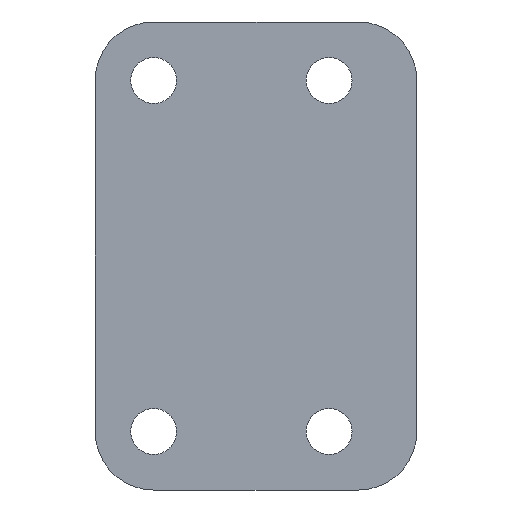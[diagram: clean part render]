
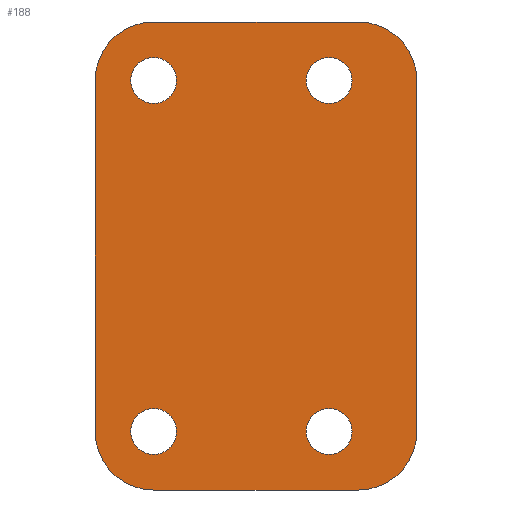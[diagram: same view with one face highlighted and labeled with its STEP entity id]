
A CAD part, left-side view. The second image highlights one B-rep face of the part: STEP entity #188.
In plain terms, the highlighted planar face has unit normal (-1, 0, 0).
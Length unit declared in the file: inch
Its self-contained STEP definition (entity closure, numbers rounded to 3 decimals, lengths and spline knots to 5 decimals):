
#2 = VERTEX_POINT ( 'NONE', #704 ) ;
#7 = AXIS2_PLACEMENT_3D ( 'NONE', #373, #772, #995 ) ;
#10 = CIRCLE ( 'NONE', #576, 0.098 ) ;
#14 = EDGE_CURVE ( 'NONE', #410, #471, #280, .T. ) ;
#26 = CARTESIAN_POINT ( 'NONE',  ( -11.25, 2.625, -4.75 ) ) ;
#27 = CARTESIAN_POINT ( 'NONE',  ( -11.25, 3.75, -4.5 ) ) ;
#34 = CARTESIAN_POINT ( 'NONE',  ( -11.25, 3.5, -4.75 ) ) ;
#48 = DIRECTION ( 'NONE',  ( 0., 0., -1. ) ) ;
#60 = DIRECTION ( 'NONE',  ( -1., 0., 0. ) ) ;
#62 = CIRCLE ( 'NONE', #496, 0.25 ) ;
#76 = FACE_OUTER_BOUND ( 'NONE', #246, .T. ) ;
#92 = CIRCLE ( 'NONE', #523, 0.098 ) ;
#99 = CARTESIAN_POINT ( 'NONE',  ( -11.25, 3.75, -4.75 ) ) ;
#100 = DIRECTION ( 'NONE',  ( 0., 0., 1. ) ) ;
#115 = CIRCLE ( 'NONE', #310, 0.098 ) ;
#116 = DIRECTION ( 'NONE',  ( 0., 0., -1. ) ) ;
#125 = CARTESIAN_POINT ( 'NONE',  ( -11.25, 2.375, -3. ) ) ;
#131 = CARTESIAN_POINT ( 'NONE',  ( -11.25, 2.75, -4.5 ) ) ;
#133 = DIRECTION ( 'NONE',  ( 0., -1., 0. ) ) ;
#143 = CIRCLE ( 'NONE', #919, 0.098 ) ;
#161 = LINE ( 'NONE', #99, #838 ) ;
#163 = CARTESIAN_POINT ( 'NONE',  ( -11.25, 2.375, 0. ) ) ;
#166 = ORIENTED_EDGE ( 'NONE', *, *, #608, .F. ) ;
#167 = CARTESIAN_POINT ( 'NONE',  ( -11.25, 3.5, -4.598 ) ) ;
#188 = ADVANCED_FACE ( 'NONE', ( #600, #758, #615, #680, #76 ), #685, .F. ) ;
#195 = EDGE_CURVE ( 'NONE', #471, #790, #224, .T. ) ;
#205 = DIRECTION ( 'NONE',  ( -1., 0., 0. ) ) ;
#210 = VERTEX_POINT ( 'NONE', #376 ) ;
#216 = VERTEX_POINT ( 'NONE', #905 ) ;
#220 = CARTESIAN_POINT ( 'NONE',  ( -11.25, 2.5, -2.75 ) ) ;
#221 = CIRCLE ( 'NONE', #7, 0.25 ) ;
#222 = CIRCLE ( 'NONE', #463, 0.25 ) ;
#224 = LINE ( 'NONE', #923, #999 ) ;
#226 = EDGE_CURVE ( 'NONE', #638, #874, #221, .T. ) ;
#232 = EDGE_LOOP ( 'NONE', ( #534, #840 ) ) ;
#233 = DIRECTION ( 'NONE',  ( 0., 0., -1. ) ) ;
#242 = CARTESIAN_POINT ( 'NONE',  ( -11.25, 2.75, -4.402 ) ) ;
#246 = EDGE_LOOP ( 'NONE', ( #253, #737, #663, #862, #745, #391, #166, #347 ) ) ;
#248 = AXIS2_PLACEMENT_3D ( 'NONE', #131, #528, #439 ) ;
#253 = ORIENTED_EDGE ( 'NONE', *, *, #195, .T. ) ;
#254 = DIRECTION ( 'NONE',  ( -1., 0., 0. ) ) ;
#255 = CARTESIAN_POINT ( 'NONE',  ( -11.25, 2.75, -2.902 ) ) ;
#263 = CIRCLE ( 'NONE', #507, 0.098 ) ;
#269 = CARTESIAN_POINT ( 'NONE',  ( -11.25, 3.5, -4.5 ) ) ;
#272 = CARTESIAN_POINT ( 'NONE',  ( -11.25, 3.5, -4.5 ) ) ;
#280 = CIRCLE ( 'NONE', #948, 0.25 ) ;
#284 = CARTESIAN_POINT ( 'NONE',  ( -11.25, 3.5, -3.098 ) ) ;
#287 = ORIENTED_EDGE ( 'NONE', *, *, #370, .F. ) ;
#291 = CARTESIAN_POINT ( 'NONE',  ( -11.25, 2.5, 0. ) ) ;
#292 = EDGE_LOOP ( 'NONE', ( #546, #821 ) ) ;
#306 = CARTESIAN_POINT ( 'NONE',  ( -11.25, 3.5, -2.75 ) ) ;
#310 = AXIS2_PLACEMENT_3D ( 'NONE', #272, #814, #585 ) ;
#325 = EDGE_CURVE ( 'NONE', #216, #484, #928, .T. ) ;
#332 = CARTESIAN_POINT ( 'NONE',  ( -11.25, 3.5, -3. ) ) ;
#347 = ORIENTED_EDGE ( 'NONE', *, *, #14, .T. ) ;
#363 = LINE ( 'NONE', #220, #612 ) ;
#367 = EDGE_CURVE ( 'NONE', #613, #2, #143, .T. ) ;
#370 = EDGE_CURVE ( 'NONE', #1001, #504, #705, .T. ) ;
#373 = CARTESIAN_POINT ( 'NONE',  ( -11.25, 3.5, -3. ) ) ;
#376 = CARTESIAN_POINT ( 'NONE',  ( -11.25, 2.75, -3.098 ) ) ;
#379 = ORIENTED_EDGE ( 'NONE', *, *, #812, .F. ) ;
#381 = DIRECTION ( 'NONE',  ( 0., 0., -1. ) ) ;
#382 = EDGE_CURVE ( 'NONE', #456, #210, #92, .T. ) ;
#391 = ORIENTED_EDGE ( 'NONE', *, *, #226, .T. ) ;
#392 = DIRECTION ( 'NONE',  ( 0., 0., 1. ) ) ;
#410 = VERTEX_POINT ( 'NONE', #27 ) ;
#421 = AXIS2_PLACEMENT_3D ( 'NONE', #291, #910, #381 ) ;
#431 = EDGE_LOOP ( 'NONE', ( #287, #379 ) ) ;
#439 = DIRECTION ( 'NONE',  ( 0., 0., -1. ) ) ;
#456 = VERTEX_POINT ( 'NONE', #255 ) ;
#463 = AXIS2_PLACEMENT_3D ( 'NONE', #466, #927, #233 ) ;
#466 = CARTESIAN_POINT ( 'NONE',  ( -11.25, 2.625, -4.5 ) ) ;
#471 = VERTEX_POINT ( 'NONE', #34 ) ;
#473 = EDGE_CURVE ( 'NONE', #2, #613, #115, .T. ) ;
#481 = AXIS2_PLACEMENT_3D ( 'NONE', #332, #254, #887 ) ;
#484 = VERTEX_POINT ( 'NONE', #125 ) ;
#496 = AXIS2_PLACEMENT_3D ( 'NONE', #904, #834, #48 ) ;
#498 = DIRECTION ( 'NONE',  ( 0., 0., -1. ) ) ;
#504 = VERTEX_POINT ( 'NONE', #983 ) ;
#507 = AXIS2_PLACEMENT_3D ( 'NONE', #850, #635, #780 ) ;
#523 = AXIS2_PLACEMENT_3D ( 'NONE', #804, #795, #888 ) ;
#528 = DIRECTION ( 'NONE',  ( -1., 0., 0. ) ) ;
#529 = DIRECTION ( 'NONE',  ( 0., -1., 0. ) ) ;
#534 = ORIENTED_EDGE ( 'NONE', *, *, #367, .F. ) ;
#546 = ORIENTED_EDGE ( 'NONE', *, *, #559, .F. ) ;
#548 = EDGE_CURVE ( 'NONE', #484, #569, #62, .T. ) ;
#556 = AXIS2_PLACEMENT_3D ( 'NONE', #659, #892, #498 ) ;
#559 = EDGE_CURVE ( 'NONE', #996, #722, #10, .T. ) ;
#569 = VERTEX_POINT ( 'NONE', #922 ) ;
#573 = EDGE_CURVE ( 'NONE', #722, #996, #777, .T. ) ;
#576 = AXIS2_PLACEMENT_3D ( 'NONE', #818, #60, #679 ) ;
#585 = DIRECTION ( 'NONE',  ( 0., 0., -1. ) ) ;
#600 = FACE_BOUND ( 'NONE', #232, .T. ) ;
#608 = EDGE_CURVE ( 'NONE', #410, #874, #161, .T. ) ;
#611 = DIRECTION ( 'NONE',  ( -1., 0., 0. ) ) ;
#612 = VECTOR ( 'NONE', #133, 39.37008 ) ;
#613 = VERTEX_POINT ( 'NONE', #167 ) ;
#615 = FACE_BOUND ( 'NONE', #880, .T. ) ;
#635 = DIRECTION ( 'NONE',  ( -1., 0., 0. ) ) ;
#638 = VERTEX_POINT ( 'NONE', #306 ) ;
#659 = CARTESIAN_POINT ( 'NONE',  ( -11.25, 3.5, -3. ) ) ;
#662 = EDGE_CURVE ( 'NONE', #790, #216, #222, .T. ) ;
#663 = ORIENTED_EDGE ( 'NONE', *, *, #325, .T. ) ;
#668 = EDGE_CURVE ( 'NONE', #210, #456, #263, .T. ) ;
#671 = ORIENTED_EDGE ( 'NONE', *, *, #668, .F. ) ;
#679 = DIRECTION ( 'NONE',  ( 0., 0., -1. ) ) ;
#680 = FACE_BOUND ( 'NONE', #431, .T. ) ;
#685 = PLANE ( 'NONE',  #421 ) ;
#692 = CARTESIAN_POINT ( 'NONE',  ( -11.25, 3.5, -4.5 ) ) ;
#704 = CARTESIAN_POINT ( 'NONE',  ( -11.25, 3.5, -4.402 ) ) ;
#705 = CIRCLE ( 'NONE', #556, 0.098 ) ;
#722 = VERTEX_POINT ( 'NONE', #242 ) ;
#737 = ORIENTED_EDGE ( 'NONE', *, *, #662, .T. ) ;
#745 = ORIENTED_EDGE ( 'NONE', *, *, #980, .F. ) ;
#752 = ORIENTED_EDGE ( 'NONE', *, *, #382, .F. ) ;
#758 = FACE_BOUND ( 'NONE', #292, .T. ) ;
#772 = DIRECTION ( 'NONE',  ( -1., 0., 0. ) ) ;
#777 = CIRCLE ( 'NONE', #248, 0.098 ) ;
#778 = DIRECTION ( 'NONE',  ( 0., 0., -1. ) ) ;
#780 = DIRECTION ( 'NONE',  ( 0., 0., -1. ) ) ;
#790 = VERTEX_POINT ( 'NONE', #26 ) ;
#795 = DIRECTION ( 'NONE',  ( -1., 0., 0. ) ) ;
#804 = CARTESIAN_POINT ( 'NONE',  ( -11.25, 2.75, -3. ) ) ;
#812 = EDGE_CURVE ( 'NONE', #504, #1001, #882, .T. ) ;
#813 = CARTESIAN_POINT ( 'NONE',  ( -11.25, 3.75, -3. ) ) ;
#814 = DIRECTION ( 'NONE',  ( -1., 0., 0. ) ) ;
#818 = CARTESIAN_POINT ( 'NONE',  ( -11.25, 2.75, -4.5 ) ) ;
#821 = ORIENTED_EDGE ( 'NONE', *, *, #573, .F. ) ;
#834 = DIRECTION ( 'NONE',  ( -1., 0., 0. ) ) ;
#838 = VECTOR ( 'NONE', #392, 39.37008 ) ;
#840 = ORIENTED_EDGE ( 'NONE', *, *, #473, .F. ) ;
#850 = CARTESIAN_POINT ( 'NONE',  ( -11.25, 2.75, -3. ) ) ;
#862 = ORIENTED_EDGE ( 'NONE', *, *, #548, .T. ) ;
#864 = VECTOR ( 'NONE', #100, 39.37008 ) ;
#874 = VERTEX_POINT ( 'NONE', #813 ) ;
#880 = EDGE_LOOP ( 'NONE', ( #671, #752 ) ) ;
#882 = CIRCLE ( 'NONE', #481, 0.098 ) ;
#887 = DIRECTION ( 'NONE',  ( 0., 0., -1. ) ) ;
#888 = DIRECTION ( 'NONE',  ( 0., 0., -1. ) ) ;
#892 = DIRECTION ( 'NONE',  ( -1., 0., 0. ) ) ;
#904 = CARTESIAN_POINT ( 'NONE',  ( -11.25, 2.625, -3. ) ) ;
#905 = CARTESIAN_POINT ( 'NONE',  ( -11.25, 2.375, -4.5 ) ) ;
#910 = DIRECTION ( 'NONE',  ( 1., 0., 0. ) ) ;
#919 = AXIS2_PLACEMENT_3D ( 'NONE', #269, #205, #116 ) ;
#922 = CARTESIAN_POINT ( 'NONE',  ( -11.25, 2.625, -2.75 ) ) ;
#923 = CARTESIAN_POINT ( 'NONE',  ( -11.25, 2.5, -4.75 ) ) ;
#927 = DIRECTION ( 'NONE',  ( -1., 0., 0. ) ) ;
#928 = LINE ( 'NONE', #163, #864 ) ;
#948 = AXIS2_PLACEMENT_3D ( 'NONE', #692, #611, #778 ) ;
#977 = CARTESIAN_POINT ( 'NONE',  ( -11.25, 2.75, -4.598 ) ) ;
#980 = EDGE_CURVE ( 'NONE', #638, #569, #363, .T. ) ;
#983 = CARTESIAN_POINT ( 'NONE',  ( -11.25, 3.5, -2.902 ) ) ;
#995 = DIRECTION ( 'NONE',  ( 0., 0., -1. ) ) ;
#996 = VERTEX_POINT ( 'NONE', #977 ) ;
#999 = VECTOR ( 'NONE', #529, 39.37008 ) ;
#1001 = VERTEX_POINT ( 'NONE', #284 ) ;
